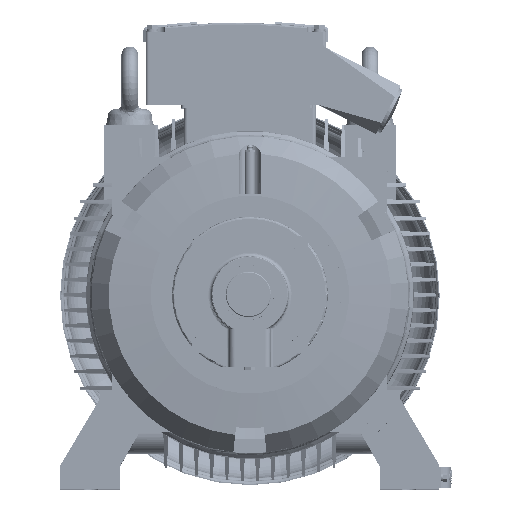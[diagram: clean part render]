
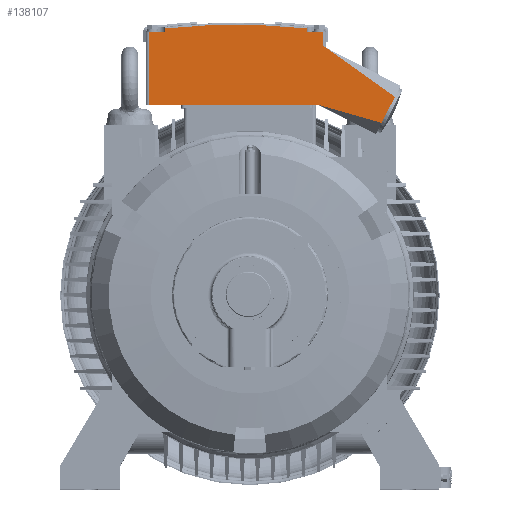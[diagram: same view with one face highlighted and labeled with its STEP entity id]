
A CAD part, top view. The second image highlights one B-rep face of the part: STEP entity #138107.
In plain terms, the highlighted planar face has unit normal (0, 0, 1).
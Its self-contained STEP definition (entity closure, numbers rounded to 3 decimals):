
#20279=DIRECTION('',(-0.891,0.454,0.));
#20280=VECTOR('',#20279,5.612);
#20281=CARTESIAN_POINT('',(186.036,370.548,258.5));
#20282=LINE('',#20281,#20280);
#20283=DIRECTION('',(0.454,0.891,0.));
#20284=VECTOR('',#20283,42.);
#20285=CARTESIAN_POINT('',(265.592,262.673,258.5));
#20286=LINE('',#20285,#20284);
#20287=DIRECTION('',(1.,0.,0.));
#20288=VECTOR('',#20287,244.124);
#20289=CARTESIAN_POINT('',(-68.964,288.548,258.5));
#20290=LINE('',#20289,#20288);
#20291=DIRECTION('',(0.,-1.,0.));
#20292=VECTOR('',#20291,4.955);
#20293=CARTESIAN_POINT('',(-45.964,398.503,258.5));
#20294=LINE('',#20293,#20292);
#20295=CARTESIAN_POINT('',(56.036,-536.841,258.5));
#20296=DIRECTION('',(0.,0.,1.));
#20297=DIRECTION('',(0.108,0.994,0.));
#20298=AXIS2_PLACEMENT_3D('',#20295,#20296,#20297);
#20300=DIRECTION('',(0.,1.,0.));
#20301=VECTOR('',#20300,4.955);
#20302=CARTESIAN_POINT('',(158.036,393.548,258.5));
#20303=LINE('',#20302,#20301);
#20304=DIRECTION('',(-1.,0.,0.));
#20305=VECTOR('',#20304,23.);
#20306=CARTESIAN_POINT('',(181.036,393.548,258.5));
#20307=LINE('',#20306,#20305);
#20318=DIRECTION('',(0.,1.,0.));
#20319=VECTOR('',#20318,20.452);
#20320=CARTESIAN_POINT('',(181.036,373.096,258.5));
#20321=LINE('',#20320,#20319);
#22432=DIRECTION('',(1.,0.,0.));
#22433=VECTOR('',#22432,23.);
#22434=CARTESIAN_POINT('',(-68.964,393.548,258.5));
#22435=LINE('',#22434,#22433);
#23024=DIRECTION('',(0.,-1.,0.));
#23025=VECTOR('',#23024,105.);
#23026=CARTESIAN_POINT('',(-68.964,393.548,258.5));
#23027=LINE('',#23026,#23025);
#23123=DIRECTION('',(-0.961,0.275,0.));
#23124=VECTOR('',#23123,94.061);
#23125=CARTESIAN_POINT('',(265.592,262.673,258.5));
#23126=LINE('',#23125,#23124);
#23139=DIRECTION('',(0.814,-0.581,0.));
#23140=VECTOR('',#23139,121.203);
#23141=CARTESIAN_POINT('',(186.036,370.548,258.5));
#23142=LINE('',#23141,#23140);
#96903=CARTESIAN_POINT('',(-45.964,393.548,258.5));
#96904=VERTEX_POINT('',#96903);
#96922=CARTESIAN_POINT('',(158.036,393.548,258.5));
#96924=VERTEX_POINT('',#96922);
#96956=CARTESIAN_POINT('',(-68.964,393.548,258.5));
#96958=VERTEX_POINT('',#96956);
#97056=CARTESIAN_POINT('',(158.036,398.503,258.5));
#97057=VERTEX_POINT('',#97056);
#97062=CARTESIAN_POINT('',(-45.964,398.503,258.5));
#97063=VERTEX_POINT('',#97062);
#97086=CARTESIAN_POINT('',(181.036,393.548,258.5));
#97087=VERTEX_POINT('',#97086);
#98081=CARTESIAN_POINT('',(284.659,300.095,258.5));
#98083=VERTEX_POINT('',#98081);
#98084=CARTESIAN_POINT('',(265.592,262.673,258.5));
#98085=VERTEX_POINT('',#98084);
#98087=CARTESIAN_POINT('',(175.16,288.548,258.5));
#98089=VERTEX_POINT('',#98087);
#98092=CARTESIAN_POINT('',(186.036,370.548,258.5));
#98093=CARTESIAN_POINT('',(181.036,373.096,258.5));
#98094=VERTEX_POINT('',#98092);
#98095=VERTEX_POINT('',#98093);
#98096=CARTESIAN_POINT('',(-68.964,288.548,258.5));
#98097=VERTEX_POINT('',#98096);
#138077=CARTESIAN_POINT('',(56.036,189.005,258.5));
#138078=DIRECTION('',(0.,0.,1.));
#138079=DIRECTION('',(1.,0.,0.));
#138080=AXIS2_PLACEMENT_3D('',#138077,#138078,#138079);
#138081=PLANE('',#138080);
#138083=ORIENTED_EDGE('',*,*,#138082,.F.);
#138085=ORIENTED_EDGE('',*,*,#138084,.F.);
#138087=ORIENTED_EDGE('',*,*,#138086,.T.);
#138089=ORIENTED_EDGE('',*,*,#138088,.F.);
#138091=ORIENTED_EDGE('',*,*,#138090,.T.);
#138092=ORIENTED_EDGE('',*,*,#138041,.F.);
#138094=ORIENTED_EDGE('',*,*,#138093,.F.);
#138096=ORIENTED_EDGE('',*,*,#138095,.T.);
#138098=ORIENTED_EDGE('',*,*,#138097,.F.);
#138100=ORIENTED_EDGE('',*,*,#138099,.F.);
#138102=ORIENTED_EDGE('',*,*,#138101,.F.);
#138104=ORIENTED_EDGE('',*,*,#138103,.F.);
#138105=EDGE_LOOP('',(#138083,#138085,#138087,#138089,#138091,#138092,#138094,
#138096,#138098,#138100,#138102,#138104));
#138106=FACE_OUTER_BOUND('',#138105,.F.);
#138107=ADVANCED_FACE('',(#138106),#138081,.T.);
#20299=CIRCLE('',#20298,940.889);
#138041=EDGE_CURVE('',#98097,#98089,#20290,.T.);
#138082=EDGE_CURVE('',#98095,#97087,#20321,.T.);
#138084=EDGE_CURVE('',#98094,#98095,#20282,.T.);
#138086=EDGE_CURVE('',#98094,#98083,#23142,.T.);
#138088=EDGE_CURVE('',#98085,#98083,#20286,.T.);
#138090=EDGE_CURVE('',#98085,#98089,#23126,.T.);
#138093=EDGE_CURVE('',#96958,#98097,#23027,.T.);
#138095=EDGE_CURVE('',#96958,#96904,#22435,.T.);
#138097=EDGE_CURVE('',#97063,#96904,#20294,.T.);
#138099=EDGE_CURVE('',#97057,#97063,#20299,.T.);
#138101=EDGE_CURVE('',#96924,#97057,#20303,.T.);
#138103=EDGE_CURVE('',#97087,#96924,#20307,.T.);
